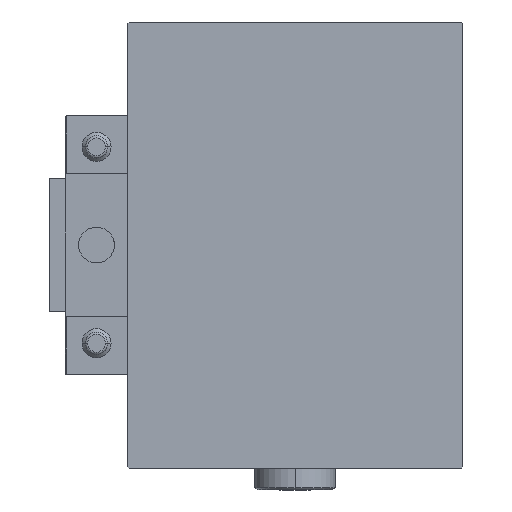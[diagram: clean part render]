
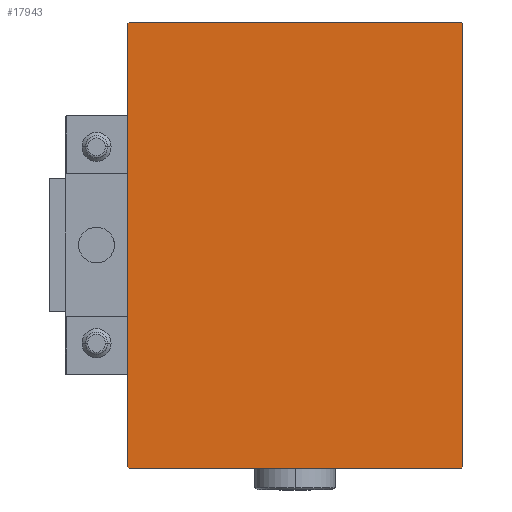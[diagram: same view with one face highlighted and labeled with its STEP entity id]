
A CAD part, left-side view. The second image highlights one B-rep face of the part: STEP entity #17943.
In plain terms, the highlighted face is planar.
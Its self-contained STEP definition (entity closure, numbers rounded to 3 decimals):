
#551 = VERTEX_POINT ( 'NONE', #41288 ) ;
#733 = EDGE_CURVE ( 'NONE', #38123, #14959, #27599, .T. ) ;
#2602 = DIRECTION ( 'NONE',  ( 0., 0.707, 0.707 ) ) ;
#3021 = CARTESIAN_POINT ( 'NONE',  ( 98., -37.2, 50. ) ) ;
#4988 = LINE ( 'NONE', #26158, #25823 ) ;
#6631 = LINE ( 'NONE', #39311, #25792 ) ;
#7115 = VECTOR ( 'NONE', #30221, 1000. ) ;
#7997 = VECTOR ( 'NONE', #43929, 1000. ) ;
#9365 = CARTESIAN_POINT ( 'NONE',  ( 98., 43.6, 43.6 ) ) ;
#10122 = ORIENTED_EDGE ( 'NONE', *, *, #16214, .T. ) ;
#11584 = ORIENTED_EDGE ( 'NONE', *, *, #20440, .T. ) ;
#11631 = ORIENTED_EDGE ( 'NONE', *, *, #17336, .T. ) ;
#12298 = CARTESIAN_POINT ( 'NONE',  ( 98., -37.5, 49.7 ) ) ;
#12603 = DIRECTION ( 'NONE',  ( 0., -0.707, 0.707 ) ) ;
#13498 = ORIENTED_EDGE ( 'NONE', *, *, #25479, .T. ) ;
#14400 = EDGE_LOOP ( 'NONE', ( #23483, #11631, #13498, #29137, #11584, #41548, #10122, #26678 ) ) ;
#14959 = VERTEX_POINT ( 'NONE', #26729 ) ;
#16214 = EDGE_CURVE ( 'NONE', #22050, #38123, #32537, .T. ) ;
#16262 = CARTESIAN_POINT ( 'NONE',  ( 98., -43.6, 43.6 ) ) ;
#16953 = DIRECTION ( 'NONE',  ( 0., 0., 1. ) ) ;
#17336 = EDGE_CURVE ( 'NONE', #35248, #34302, #6631, .T. ) ;
#17639 = EDGE_CURVE ( 'NONE', #14959, #35248, #4988, .T. ) ;
#17943 = ADVANCED_FACE ( 'NONE', ( #38070 ), #18503, .T. ) ;
#17976 = DIRECTION ( 'NONE',  ( 1., 0., 0. ) ) ;
#18503 = PLANE ( 'NONE',  #36938 ) ;
#19485 = DIRECTION ( 'NONE',  ( 0., -0.707, -0.707 ) ) ;
#20440 = EDGE_CURVE ( 'NONE', #33809, #35355, #42552, .T. ) ;
#21325 = DIRECTION ( 'NONE',  ( 0., 1., 0. ) ) ;
#21498 = VECTOR ( 'NONE', #12603, 1000. ) ;
#21720 = VECTOR ( 'NONE', #16953, 1000. ) ;
#22050 = VERTEX_POINT ( 'NONE', #12298 ) ;
#22524 = CARTESIAN_POINT ( 'NONE',  ( 98., 0., 0. ) ) ;
#23457 = DIRECTION ( 'NONE',  ( 0., 0., -1. ) ) ;
#23483 = ORIENTED_EDGE ( 'NONE', *, *, #17639, .T. ) ;
#25261 = LINE ( 'NONE', #42390, #21720 ) ;
#25479 = EDGE_CURVE ( 'NONE', #34302, #551, #25261, .T. ) ;
#25684 = CARTESIAN_POINT ( 'NONE',  ( 98., 37.5, 50. ) ) ;
#25792 = VECTOR ( 'NONE', #2602, 1000. ) ;
#25823 = VECTOR ( 'NONE', #21325, 1000. ) ;
#26158 = CARTESIAN_POINT ( 'NONE',  ( 98., -37.5, -50. ) ) ;
#26678 = ORIENTED_EDGE ( 'NONE', *, *, #733, .T. ) ;
#26729 = CARTESIAN_POINT ( 'NONE',  ( 98., -37.2, -50. ) ) ;
#27081 = DIRECTION ( 'NONE',  ( 0., 0., -1. ) ) ;
#27599 = LINE ( 'NONE', #51718, #7997 ) ;
#28300 = VECTOR ( 'NONE', #23457, 1000. ) ;
#29137 = ORIENTED_EDGE ( 'NONE', *, *, #38871, .T. ) ;
#30221 = DIRECTION ( 'NONE',  ( 0., -1., 0. ) ) ;
#32537 = LINE ( 'NONE', #36817, #28300 ) ;
#33809 = VERTEX_POINT ( 'NONE', #36107 ) ;
#34302 = VERTEX_POINT ( 'NONE', #43701 ) ;
#34582 = VECTOR ( 'NONE', #19485, 1000. ) ;
#35248 = VERTEX_POINT ( 'NONE', #42693 ) ;
#35355 = VERTEX_POINT ( 'NONE', #3021 ) ;
#36107 = CARTESIAN_POINT ( 'NONE',  ( 98., 37.2, 50. ) ) ;
#36817 = CARTESIAN_POINT ( 'NONE',  ( 98., -37.5, 50. ) ) ;
#36938 = AXIS2_PLACEMENT_3D ( 'NONE', #22524, #17976, #27081 ) ;
#37500 = LINE ( 'NONE', #9365, #21498 ) ;
#38070 = FACE_OUTER_BOUND ( 'NONE', #14400, .T. ) ;
#38123 = VERTEX_POINT ( 'NONE', #51467 ) ;
#38871 = EDGE_CURVE ( 'NONE', #551, #33809, #37500, .T. ) ;
#39311 = CARTESIAN_POINT ( 'NONE',  ( 98., 43.6, -43.6 ) ) ;
#41288 = CARTESIAN_POINT ( 'NONE',  ( 98., 37.5, 49.7 ) ) ;
#41548 = ORIENTED_EDGE ( 'NONE', *, *, #48941, .T. ) ;
#42390 = CARTESIAN_POINT ( 'NONE',  ( 98., 37.5, -50. ) ) ;
#42552 = LINE ( 'NONE', #25684, #7115 ) ;
#42693 = CARTESIAN_POINT ( 'NONE',  ( 98., 37.2, -50. ) ) ;
#43701 = CARTESIAN_POINT ( 'NONE',  ( 98., 37.5, -49.7 ) ) ;
#43929 = DIRECTION ( 'NONE',  ( 0., 0.707, -0.707 ) ) ;
#44129 = LINE ( 'NONE', #16262, #34582 ) ;
#48941 = EDGE_CURVE ( 'NONE', #35355, #22050, #44129, .T. ) ;
#51467 = CARTESIAN_POINT ( 'NONE',  ( 98., -37.5, -49.7 ) ) ;
#51718 = CARTESIAN_POINT ( 'NONE',  ( 98., -43.6, -43.6 ) ) ;
